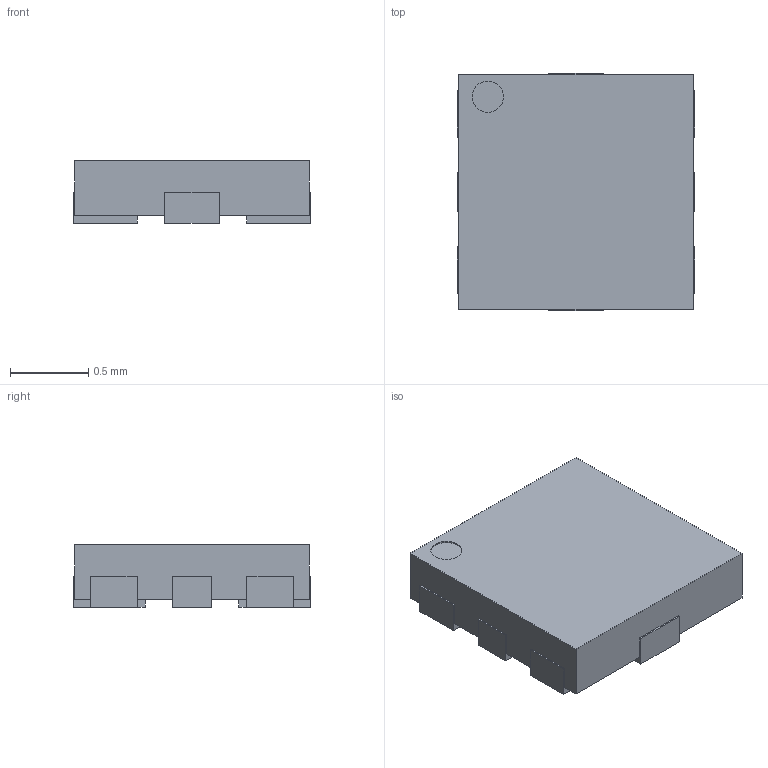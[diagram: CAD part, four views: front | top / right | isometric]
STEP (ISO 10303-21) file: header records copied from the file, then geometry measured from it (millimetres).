
FILE_DESCRIPTION( ( '' ), ' ' );
FILE_NAME( '5ae0021356a5df0ebc3ac5d3.step', '2018-04-25T04:20:35', ( '' ), ( '' ), ' ', ' ', ' ' );
FILE_SCHEMA( ( 'AUTOMOTIVE_DESIGN { 1 0 10303 214 1 1 1 1 }' ) );
Length unit declared in the file: metre
Products named in the file (1): Open CASCADE STEP translator 6.8 30
Bounding box: 1.52 x 1.52 x 0.4 mm (x, y, z)
Volume: 0.8 mm3; surface area: 7.3 mm2
Topology: 1 solids, 1 shells, 57 faces, 162 edges, 108 vertices
Faces by surface type: plane 56, cylinder 1
Full cylindrical faces by diameter (mm): 0.2 x1
Entity records: 3090 total; most frequent: CARTESIAN_POINT 327, ORIENTED_EDGE 322, DIRECTION 279, STYLED_ITEM 218, PRESENTATION_STYLE_ASSIGNMENT 218, COLOUR_RGB 218, EDGE_CURVE 161, CURVE_STYLE 161
